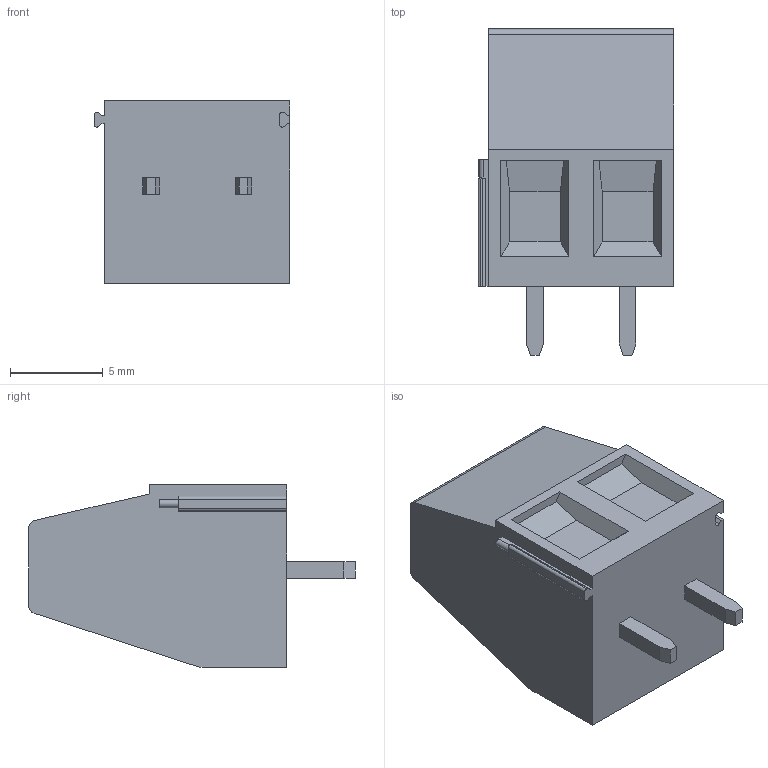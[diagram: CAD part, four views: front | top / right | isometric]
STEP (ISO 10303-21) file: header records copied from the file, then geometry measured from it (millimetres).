
FILE_DESCRIPTION (( 'STEP AP214' ), '1' );
FILE_NAME ('1715022.STEP', '2022-10-06T15:48:20', ( '' ), ( '' ), 'SwSTEP 2.0', 'SolidWorks 2021', '' );
FILE_SCHEMA (( 'AUTOMOTIVE_DESIGN' ));
Length unit declared in the file: millimetre
Products named in the file (4): 1715022; Body_2; Screw^1715xxx; Pin^1715xxx
Assembly tree (5 placements, depth 2):
  1715022
    Body_2
    Pin^1715xxx  x2
    Screw^1715xxx  x2
Bounding box: 10.57 x 17.6 x 9.85 mm (x, y, z)
Volume: 1079.8 mm3; surface area: 884.8 mm2
Topology: 5 solids, 5 shells, 87 faces, 217 edges, 144 vertices
Faces by surface type: plane 64, cylinder 17, torus 6
Entity records: 2229 total; most frequent: CARTESIAN_POINT 384, DIRECTION 359, ORIENTED_EDGE 346, EDGE_CURVE 173, VECTOR 131, LINE 131, VERTEX_POINT 115, AXIS2_PLACEMENT_3D 114
